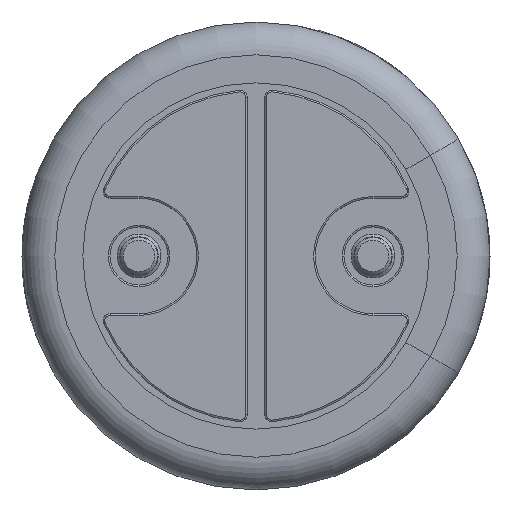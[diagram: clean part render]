
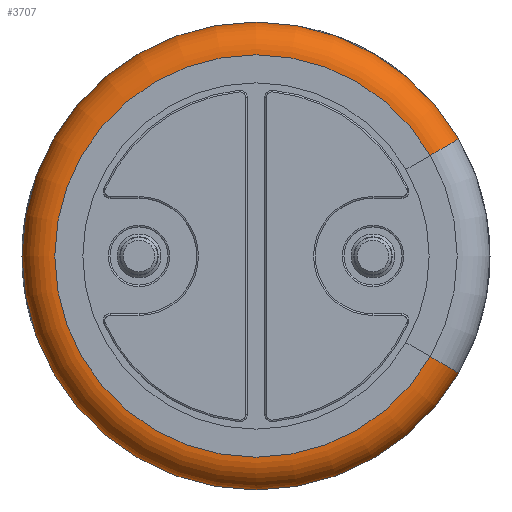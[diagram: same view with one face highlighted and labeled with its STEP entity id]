
A CAD part, front view. The second image highlights one B-rep face of the part: STEP entity #3707.
In plain terms, the highlighted toroidal (fillet/blend) face has major radius 2.15 mm and minor radius 0.35 mm.
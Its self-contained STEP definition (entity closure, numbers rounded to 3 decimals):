
#289=CIRCLE('',#4080,0.35);
#291=CIRCLE('',#4082,0.35);
#293=CIRCLE('',#4086,2.15);
#296=CIRCLE('',#4090,2.5);
#336=TOROIDAL_SURFACE('',#4089,2.15,0.35);
#483=FACE_OUTER_BOUND('',#669,.T.);
#669=EDGE_LOOP('',(#3267,#3268,#3269,#3270));
#1625=VERTEX_POINT('',#7421);
#1626=VERTEX_POINT('',#7423);
#1632=VERTEX_POINT('',#7469);
#1633=VERTEX_POINT('',#7471);
#2186=EDGE_CURVE('',#1625,#1632,#289,.T.);
#2188=EDGE_CURVE('',#1626,#1633,#291,.T.);
#2192=EDGE_CURVE('',#1632,#1633,#293,.T.);
#2195=EDGE_CURVE('',#1625,#1626,#296,.T.);
#3267=ORIENTED_EDGE('',*,*,#2186,.F.);
#3268=ORIENTED_EDGE('',*,*,#2195,.T.);
#3269=ORIENTED_EDGE('',*,*,#2188,.T.);
#3270=ORIENTED_EDGE('',*,*,#2192,.F.);
#3707=ADVANCED_FACE('',(#483),#336,.T.);
#4080=AXIS2_PLACEMENT_3D('',#7470,#4951,#4952);
#4082=AXIS2_PLACEMENT_3D('',#7473,#4955,#4956);
#4086=AXIS2_PLACEMENT_3D('',#7481,#4965,#4966);
#4089=AXIS2_PLACEMENT_3D('',#7485,#4971,#4972);
#4090=AXIS2_PLACEMENT_3D('',#7486,#4973,#4974);
#4951=DIRECTION('center_axis',(0.5,0.,-0.866));
#4952=DIRECTION('ref_axis',(0.,1.,0.));
#4955=DIRECTION('center_axis',(-0.5,0.,-0.866));
#4956=DIRECTION('ref_axis',(0.866,0.,-0.5));
#4965=DIRECTION('center_axis',(0.,-1.,0.));
#4966=DIRECTION('ref_axis',(1.,0.,0.));
#4971=DIRECTION('center_axis',(0.,-1.,0.));
#4972=DIRECTION('ref_axis',(-1.,0.,0.));
#4973=DIRECTION('center_axis',(0.,-1.,0.));
#4974=DIRECTION('ref_axis',(1.,0.,0.));
#7421=CARTESIAN_POINT('',(2.165,0.35,1.25));
#7423=CARTESIAN_POINT('',(2.165,0.35,-1.25));
#7469=CARTESIAN_POINT('',(1.862,0.,1.075));
#7470=CARTESIAN_POINT('Origin',(1.862,0.35,1.075));
#7471=CARTESIAN_POINT('',(1.862,0.,-1.075));
#7473=CARTESIAN_POINT('Origin',(1.862,0.35,-1.075));
#7481=CARTESIAN_POINT('Origin',(0.,0.,0.));
#7485=CARTESIAN_POINT('Origin',(0.,0.35,0.));
#7486=CARTESIAN_POINT('Origin',(0.,0.35,0.));
